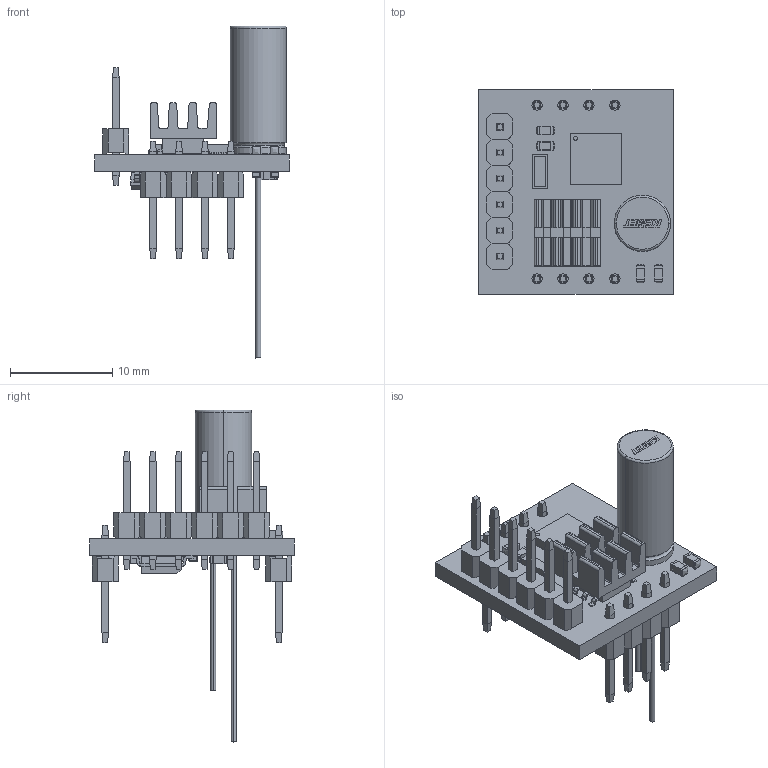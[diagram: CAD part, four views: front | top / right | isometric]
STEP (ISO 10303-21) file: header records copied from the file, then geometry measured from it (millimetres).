
FILE_DESCRIPTION(('Open CASCADE Model'),'2;1');
FILE_NAME('Open CASCADE Shape Model','2023-11-16T10:28:24',('Author'),( 'Open CASCADE'),'Open CASCADE STEP processor 6.8','Open CASCADE 6.8' ,'Unknown');
FILE_SCHEMA(('AUTOMOTIVE_DESIGN { 1 0 10303 214 1 1 1 1 }'));
Length unit declared in the file: millimetre
Products named in the file (39): PCB; Board; Open CASCADE STEP translator 6.8 1.1.1; C2; User_Library-Cap_0603; U3; User_Library-SOIC8_JEDEC_MS-012AA; C3; X1; 7034175840; Extruded; 7034175680; U2; 8299065072; U1; 7496628880; Heatsink_6.5x6.5x3.5mm; R7; RESC1608X55N_EIA_0603; R6; R5; R4; R3; R2; R1; P3; Header,_Male,_2.54mm,_1x4; P2; P1; Header,_Male,_2.54mm,_1x6; LED2; LED1; C8; C7; C6; C5; C1; ESK107M025AC3AA
Assembly tree (52 placements, depth 4):
  PCB
    Board
      Open CASCADE STEP translator 6.8 1.1.1
    C2
      User_Library-Cap_0603
    U3
      User_Library-SOIC8_JEDEC_MS-012AA
    C3
      User_Library-Cap_0603
    X1
      7034175840
        Extruded
      7034175680
        Extruded
    U2
      8299065072
    U1
      7496628880
      Heatsink_6.5x6.5x3.5mm
    R7
      RESC1608X55N_EIA_0603
    R6
      RESC1608X55N_EIA_0603
    R5
      RESC1608X55N_EIA_0603
    R4
      RESC1608X55N_EIA_0603
    R3
      RESC1608X55N_EIA_0603
    R2
      RESC1608X55N_EIA_0603
    R1
      RESC1608X55N_EIA_0603
    P3
      Header,_Male,_2.54mm,_1x4
    P2
      Header,_Male,_2.54mm,_1x4
    P1
      Header,_Male,_2.54mm,_1x6
    LED2
      User_Library-Cap_0603
    LED1
      User_Library-Cap_0603
    C8
      User_Library-Cap_0603
    C7
      User_Library-Cap_0603
    C6
      User_Library-Cap_0603
    C5
      User_Library-Cap_0603
    C1
      ESK107M025AC3AA
Bounding box: 19 x 20 x 32.51 mm (x, y, z)
Volume: 1353.4 mm3; surface area: 2772.2 mm2
Topology: 128 solids, 128 shells, 2082 faces, 4725 edges, 2726 vertices
Faces by surface type: plane 1349, cylinder 423, sphere 184, bspline 120, torus 6
Full cylindrical faces by diameter (mm): 0.199 x1, 0.7 x2, 1 x14
Entity records: 43713 total; most frequent: CARTESIAN_POINT 8971, ORIENTED_EDGE 5866, DIRECTION 5706, EDGE_CURVE 2933, LINE 2492, VECTOR 2492, VERTEX_POINT 1862, AXIS2_PLACEMENT_3D 1607
